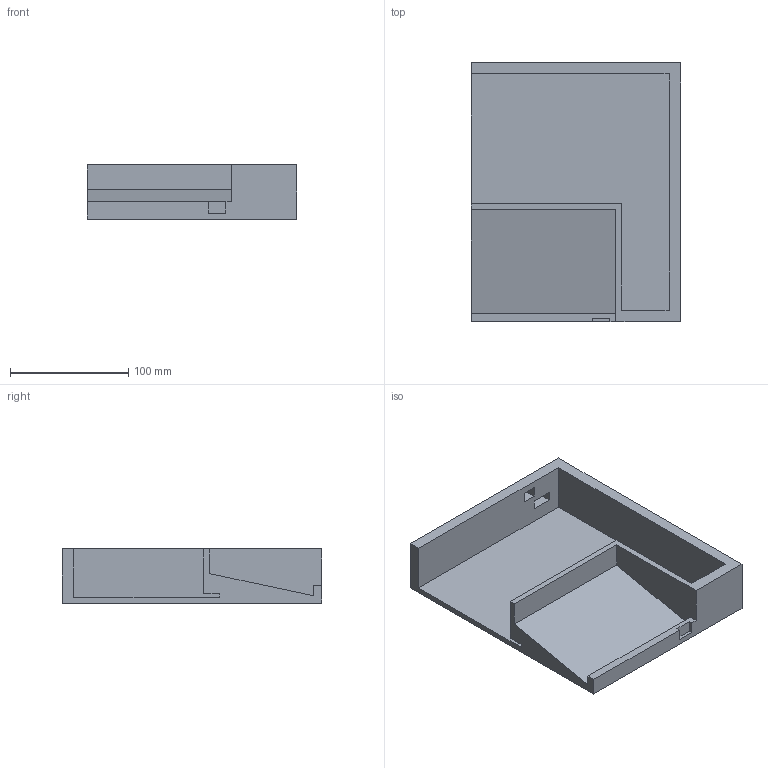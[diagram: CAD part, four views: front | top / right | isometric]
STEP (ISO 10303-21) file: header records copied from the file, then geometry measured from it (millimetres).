
FILE_DESCRIPTION(/* description */ ('','CAx-IF Rec.Pracs.---Representation and Presentation of Product Manufacturing Information (PMI)---4.0---2014-10-13'),/* implementation_level */ '2;1');
FILE_NAME(/* name */ 'm3--_bottomright.step',/* time_stamp */ '2024-12-19T16:16:43-05:00',/* author */ (''),/* organization */ (''),/* preprocessor_version */ 'ST-DEVELOPER v20',/* originating_system */ 'Autodesk Translation Framework v13.20.0.188',/* authorisation */ '');
FILE_SCHEMA (('AP242_MANAGED_MODEL_BASED_3D_ENGINEERING_MIM_LF { 1 0 10303 442 1 1 4 }'));
Length unit declared in the file: millimetre
Products named in the file (1): 20240920-Teensy_Fightstick
Bounding box: 177.5 x 220 x 46 mm (x, y, z)
Volume: 531550.2 mm3; surface area: 139600.2 mm2
Topology: 1 solids, 1 shells, 31 faces, 91 edges, 62 vertices
Faces by surface type: plane 31
Entity records: 1061 total; most frequent: CARTESIAN_POINT 185, ORIENTED_EDGE 182, DIRECTION 155, LINE 91, VECTOR 91, EDGE_CURVE 91, VERTEX_POINT 62, EDGE_LOOP 35
